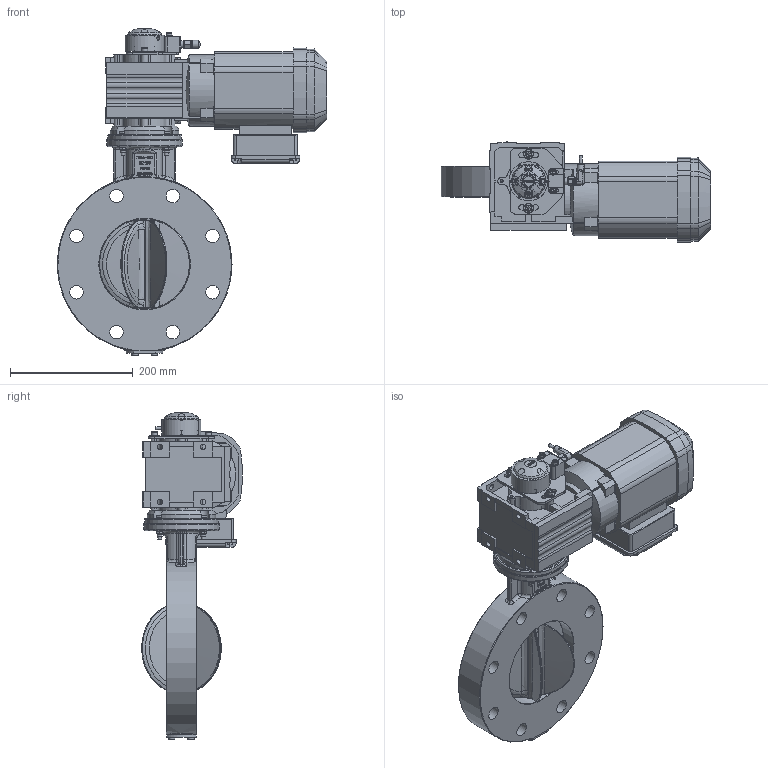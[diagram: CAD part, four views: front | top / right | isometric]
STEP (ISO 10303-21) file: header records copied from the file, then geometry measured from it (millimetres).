
FILE_DESCRIPTION((''),'2;1');
FILE_NAME('FSWZ-150-0000.stp','2015-04-22T10:28:55',('hellwig'),(''),'Autodesk Inventor 2013','Autodesk Inventor 2013','');
FILE_SCHEMA(('AUTOMOTIVE_DESIGN { 1 0 10303 214 1 1 1 1 }'));
Length unit declared in the file: millimetre
Products named in the file (1): M22753_Shrinkwrap_1
Bounding box: 439.5 x 163.89 x 534 mm (x, y, z)
Volume: 8375212.2 mm3; surface area: 742846 mm2
Topology: 1 solids, 75 shells, 2635 faces, 6733 edges, 4335 vertices
Faces by surface type: plane 1301, cylinder 660, bspline 285, cone 234, torus 101, sphere 48, revolution 6
Full cylindrical faces by diameter (mm): 2 x14, 2.5 x2, 3 x28, 4.134 x6, 4.2 x2, 4.9 x1, 4.917 x13, 5 x2, 5.3 x2, 5.5 x1, 6 x22, 6.5 x12, 6.6 x4, 8 x2, 8.4 x2, 8.5 x2, 8.88 x8, 9 x8, 9.8 x1, 10 x22, 10.917 x1, 12 x3, 12.1 x2, 16 x2, 16.5 x1, 19 x2, 20 x14, 20.5 x4, 22 x8, 22.5 x2
Entity records: 87883 total; most frequent: CARTESIAN_POINT 25563, ORIENTED_EDGE 12122, DIRECTION 11816, EDGE_CURVE 6061, AXIS2_PLACEMENT_3D 4400, VERTEX_POINT 4119, EDGE_LOOP 3407, VECTOR 3010
